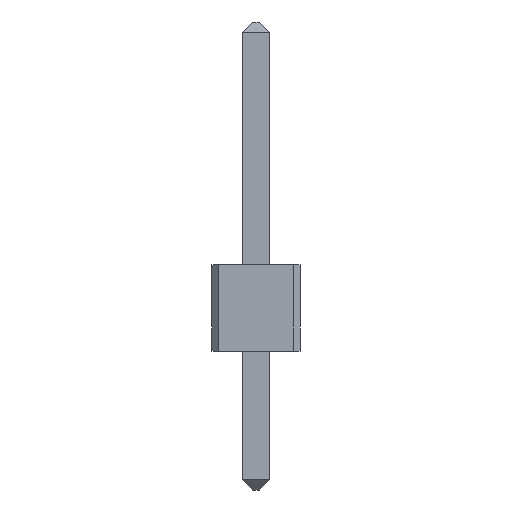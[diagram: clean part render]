
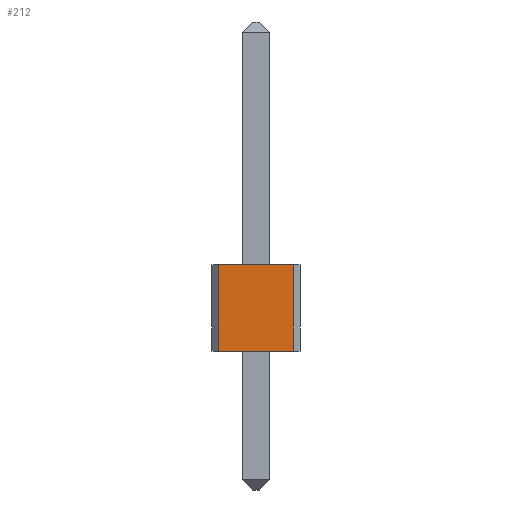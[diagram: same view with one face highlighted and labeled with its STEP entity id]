
A CAD part, front view. The second image highlights one B-rep face of the part: STEP entity #212.
In plain terms, the highlighted planar face has unit normal (0, -1, 0).
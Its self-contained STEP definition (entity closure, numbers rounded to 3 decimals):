
#212=ADVANCED_FACE('',(#355),#356,.F.);
#355=FACE_OUTER_BOUND('',#455,.T.);
#356=PLANE('',#456);
#455=EDGE_LOOP('',(#687,#688,#689,#690));
#456=AXIS2_PLACEMENT_3D('',#691,#692,#693);
#687=ORIENTED_EDGE('',*,*,#789,.F.);
#688=ORIENTED_EDGE('',*,*,#717,.T.);
#689=ORIENTED_EDGE('',*,*,#785,.T.);
#690=ORIENTED_EDGE('',*,*,#710,.T.);
#691=CARTESIAN_POINT('',(22.46,-1.27,15.139));
#692=DIRECTION('',(0.0,1.0,0.0));
#693=DIRECTION('',(0.0,0.0,1.0));
#710=EDGE_CURVE('',#808,#805,#809,.T.);
#717=EDGE_CURVE('',#815,#819,#821,.T.);
#785=EDGE_CURVE('',#819,#808,#917,.T.);
#789=EDGE_CURVE('',#815,#805,#921,.T.);
#805=VERTEX_POINT('',#941);
#808=VERTEX_POINT('',#945);
#809=LINE('',#946,#947);
#815=VERTEX_POINT('',#955);
#819=VERTEX_POINT('',#961);
#821=LINE('',#964,#965);
#917=LINE('',#1108,#1109);
#921=LINE('',#1115,#1116);
#941=CARTESIAN_POINT('',(24.8,-1.27,15.139));
#945=CARTESIAN_POINT('',(24.8,-1.27,12.639));
#946=CARTESIAN_POINT('',(24.8,-1.27,15.139));
#947=VECTOR('',#1128,1.0);
#955=CARTESIAN_POINT('',(22.66,-1.27,15.139));
#961=CARTESIAN_POINT('',(22.66,-1.27,12.639));
#964=CARTESIAN_POINT('',(22.66,-1.27,15.139));
#965=VECTOR('',#1134,1.0);
#1108=CARTESIAN_POINT('',(22.46,-1.27,12.639));
#1109=VECTOR('',#1182,1.0);
#1115=CARTESIAN_POINT('',(22.46,-1.27,15.139));
#1116=VECTOR('',#1185,1.0);
#1128=DIRECTION('',(0.0,0.0,1.0));
#1134=DIRECTION('',(0.0,0.0,-1.0));
#1182=DIRECTION('',(1.0,0.0,0.0));
#1185=DIRECTION('',(1.0,0.0,0.0));
